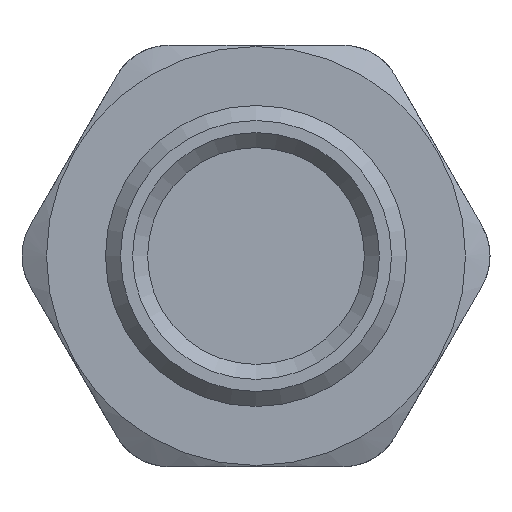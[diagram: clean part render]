
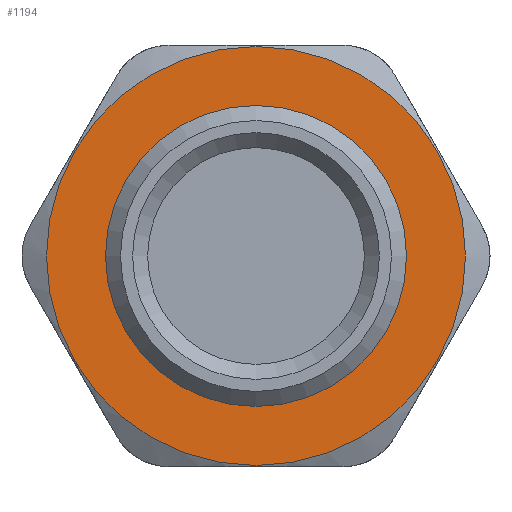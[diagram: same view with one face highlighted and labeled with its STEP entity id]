
A CAD part, front view. The second image highlights one B-rep face of the part: STEP entity #1194.
In plain terms, the highlighted planar face has unit normal (0, -1, 0).
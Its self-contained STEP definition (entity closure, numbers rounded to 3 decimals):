
#99=FACE_BOUND('',#420,.T.);
#348=FACE_OUTER_BOUND('',#419,.T.);
#419=EDGE_LOOP('',(#931));
#420=EDGE_LOOP('',(#932));
#489=CIRCLE('',#1310,6.96);
#490=CIRCLE('',#1311,5.);
#566=VERTEX_POINT('',#1965);
#567=VERTEX_POINT('',#1967);
#700=EDGE_CURVE('',#566,#566,#489,.T.);
#701=EDGE_CURVE('',#567,#567,#490,.T.);
#931=ORIENTED_EDGE('',*,*,#700,.T.);
#932=ORIENTED_EDGE('',*,*,#701,.F.);
#1152=PLANE('',#1309);
#1194=ADVANCED_FACE('',(#348,#99),#1152,.T.);
#1309=AXIS2_PLACEMENT_3D('',#1964,#1501,#1502);
#1310=AXIS2_PLACEMENT_3D('',#1966,#1503,#1504);
#1311=AXIS2_PLACEMENT_3D('',#1968,#1505,#1506);
#1501=DIRECTION('center_axis',(0.,-1.,0.));
#1502=DIRECTION('ref_axis',(0.,0.,
1.));
#1503=DIRECTION('center_axis',(0.,-1.,0.));
#1504=DIRECTION('ref_axis',(1.,0.,0.));
#1505=DIRECTION('center_axis',(0.,-1.,0.));
#1506=DIRECTION('ref_axis',(0.,0.,1.));
#1964=CARTESIAN_POINT('Origin',(-4.186,-5.969,0.));
#1965=CARTESIAN_POINT('',(-11.146,-5.969,0.));
#1966=CARTESIAN_POINT('Origin',(-4.186,-5.969,0.));
#1967=CARTESIAN_POINT('',(-4.186,-5.969,-5.));
#1968=CARTESIAN_POINT('Origin',(-4.186,-5.969,0.));
